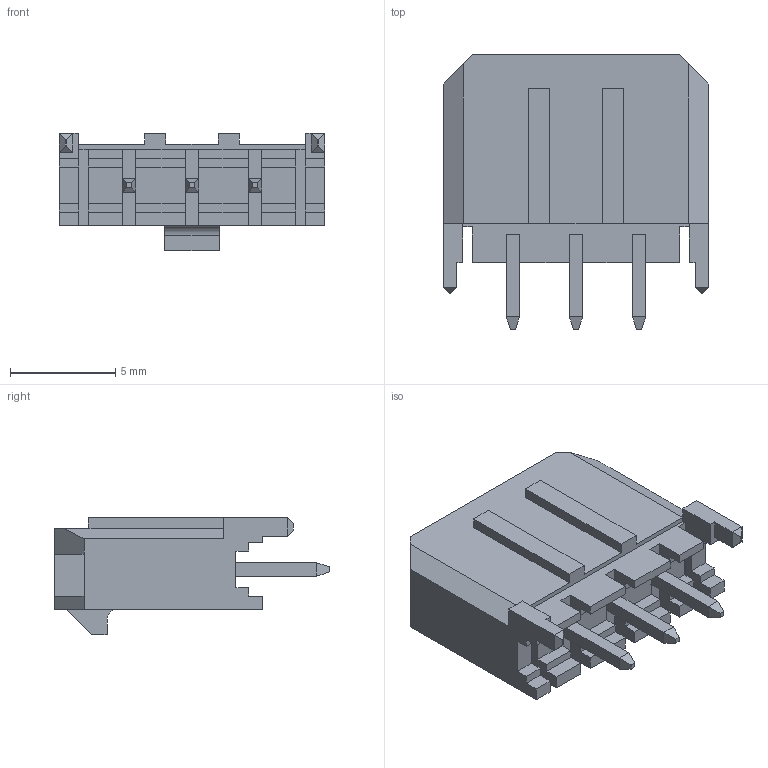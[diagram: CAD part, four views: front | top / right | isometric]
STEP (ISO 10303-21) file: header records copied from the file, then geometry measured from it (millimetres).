
FILE_DESCRIPTION (( 'STEP AP214' ), '1' );
FILE_NAME ('436500315.STEP', '2024-03-21T14:31:31', ( 'LENOVO' ), ( '' ), 'SwSTEP 2.0', 'SolidWorks 2021', '' );
FILE_SCHEMA (( 'AUTOMOTIVE_DESIGN' ));
Length unit declared in the file: millimetre
Products named in the file (1): 436500315
Bounding box: 12.65 x 13.08 x 5.57 mm (x, y, z)
Volume: 320.8 mm3; surface area: 753.8 mm2
Topology: 7 solids, 7 shells, 199 faces, 501 edges, 320 vertices
Faces by surface type: plane 198, cylinder 1
Entity records: 5869 total; most frequent: CARTESIAN_POINT 1021, ORIENTED_EDGE 1002, DIRECTION 903, EDGE_CURVE 501, LINE 499, VECTOR 499, VERTEX_POINT 320, EDGE_LOOP 203
